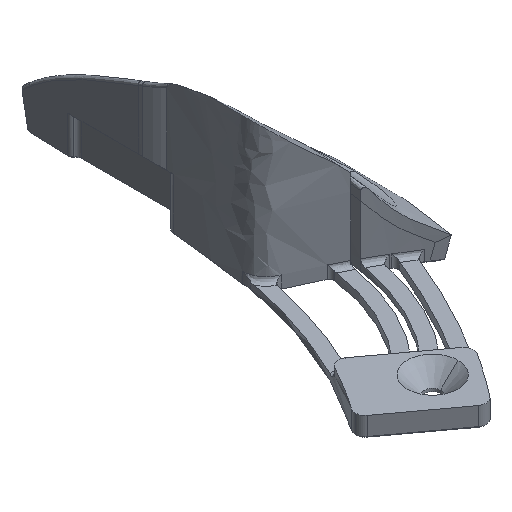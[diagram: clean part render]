
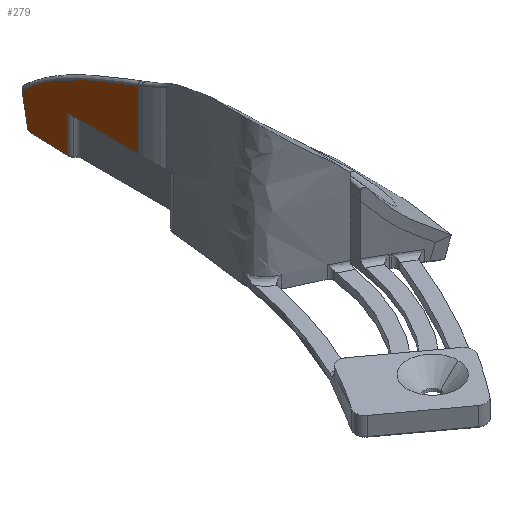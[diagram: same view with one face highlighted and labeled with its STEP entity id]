
A CAD part, isometric view. The second image highlights one B-rep face of the part: STEP entity #279.
In plain terms, the highlighted planar face has unit normal (-1, 0.03, 0).
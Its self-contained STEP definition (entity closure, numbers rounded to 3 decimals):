
#73=CARTESIAN_POINT('',(3.116,40.478,37.387));
#74=VERTEX_POINT('',#73);
#82=CARTESIAN_POINT('',(3.567,55.692,36.936));
#83=VERTEX_POINT('',#82);
#84=CARTESIAN_POINT('',(3.567,55.692,36.936));
#85=DIRECTION('',(-0.03,-0.999,0.03));
#86=VECTOR('',#85,15.227);
#87=LINE('',#84,#86);
#88=EDGE_CURVE('',#83,#74,#87,.T.);
#140=CARTESIAN_POINT('',(3.567,55.692,29.303));
#141=VERTEX_POINT('',#140);
#142=CARTESIAN_POINT('',(3.567,55.692,29.303));
#143=DIRECTION('',(0.,-0.,1.));
#144=VECTOR('',#143,7.633);
#145=LINE('',#142,#144);
#146=EDGE_CURVE('',#141,#83,#145,.T.);
#190=CARTESIAN_POINT('',(3.647,58.372,40.356));
#191=DIRECTION('',(1.,-0.03,-0.));
#192=DIRECTION('',(0.03,1.,0.));
#193=AXIS2_PLACEMENT_3D('',#190,#191,#192);
#194=PLANE('',#193);
#195=ORIENTED_EDGE('',*,*,#146,.T.);
#196=ORIENTED_EDGE('',*,*,#88,.T.);
#197=CARTESIAN_POINT('',(3.116,40.478,49.732));
#198=VERTEX_POINT('',#197);
#199=CARTESIAN_POINT('',(3.116,40.478,37.387));
#200=DIRECTION('',(-0.,-0.,1.));
#201=VECTOR('',#200,12.345);
#202=LINE('',#199,#201);
#203=EDGE_CURVE('',#74,#198,#202,.T.);
#204=ORIENTED_EDGE('',*,*,#203,.T.);
#205=CARTESIAN_POINT('',(3.858,65.505,36.037));
#206=VERTEX_POINT('',#205);
#207=CARTESIAN_POINT('',(3.116,40.478,49.732));
#208=CARTESIAN_POINT('',(3.183,42.724,48.88));
#209=CARTESIAN_POINT('',(3.249,44.947,47.986));
#210=CARTESIAN_POINT('',(3.314,47.143,47.046));
#211=CARTESIAN_POINT('',(3.347,48.242,46.575));
#212=CARTESIAN_POINT('',(3.379,49.334,46.094));
#213=CARTESIAN_POINT('',(3.411,50.417,45.597));
#214=CARTESIAN_POINT('',(3.427,50.959,45.349));
#215=CARTESIAN_POINT('',(3.443,51.499,45.096));
#216=CARTESIAN_POINT('',(3.459,52.036,44.84));
#217=CARTESIAN_POINT('',(3.475,52.574,44.584));
#218=CARTESIAN_POINT('',(3.491,53.109,44.324));
#219=CARTESIAN_POINT('',(3.507,53.641,44.058));
#220=CARTESIAN_POINT('',(3.522,54.173,43.792));
#221=CARTESIAN_POINT('',(3.538,54.701,43.519));
#222=CARTESIAN_POINT('',(3.554,55.227,43.241));
#223=CARTESIAN_POINT('',(3.561,55.49,43.102));
#224=CARTESIAN_POINT('',(3.569,55.752,42.962));
#225=CARTESIAN_POINT('',(3.577,56.014,42.822));
#226=CARTESIAN_POINT('',(3.585,56.276,42.681));
#227=CARTESIAN_POINT('',(3.593,56.538,42.541));
#228=CARTESIAN_POINT('',(3.6,56.798,42.398));
#229=CARTESIAN_POINT('',(3.631,57.842,41.828));
#230=CARTESIAN_POINT('',(3.661,58.857,41.208));
#231=CARTESIAN_POINT('',(3.691,59.848,40.544));
#232=CARTESIAN_POINT('',(3.705,60.343,40.212));
#233=CARTESIAN_POINT('',(3.72,60.833,39.869));
#234=CARTESIAN_POINT('',(3.734,61.318,39.517));
#235=CARTESIAN_POINT('',(3.749,61.802,39.165));
#236=CARTESIAN_POINT('',(3.763,62.281,38.803));
#237=CARTESIAN_POINT('',(3.777,62.754,38.43));
#238=CARTESIAN_POINT('',(3.791,63.227,38.057));
#239=CARTESIAN_POINT('',(3.805,63.693,37.672));
#240=CARTESIAN_POINT('',(3.818,64.152,37.274));
#241=CARTESIAN_POINT('',(3.825,64.381,37.075));
#242=CARTESIAN_POINT('',(3.832,64.609,36.872));
#243=CARTESIAN_POINT('',(3.838,64.834,36.665));
#244=CARTESIAN_POINT('',(3.845,65.059,36.458));
#245=CARTESIAN_POINT('',(3.852,65.282,36.246));
#246=CARTESIAN_POINT('',(3.858,65.505,36.037));
#247=B_SPLINE_CURVE_WITH_KNOTS('',3,(#207,#208,#209,#210,#211,#212,#213,#214,#215,#216,#217,#218,#219,#220,#221,#222,#223,#224,#225,#226,#227,#228,#229,#230,#231,#232,
#233,#234,#235,#236,#237,#238,#239,#240,#241,#242,#243,#244,#245,#246),.UNSPECIFIED.,.F.,.F.,(4,3,3,3,3,3,3,3,3,3,3,3,3,4),(0.,0.007,0.011,0.012,0.014,0.016,0.017,0.018,0.021,0.023,0.025,0.027,0.028,0.029),.UNSPECIFIED.);
#248=EDGE_CURVE('',#198,#206,#247,.T.);
#249=ORIENTED_EDGE('',*,*,#248,.T.);
#250=CARTESIAN_POINT('',(3.821,64.257,29.542));
#251=VERTEX_POINT('',#250);
#252=CARTESIAN_POINT('',(3.858,65.505,36.037));
#253=CARTESIAN_POINT('',(3.853,65.336,34.947));
#254=CARTESIAN_POINT('',(3.848,65.156,33.859));
#255=CARTESIAN_POINT('',(3.842,64.954,32.775));
#256=CARTESIAN_POINT('',(3.836,64.751,31.691));
#257=CARTESIAN_POINT('',(3.829,64.525,30.611));
#258=CARTESIAN_POINT('',(3.821,64.257,29.542));
#259=B_SPLINE_CURVE_WITH_KNOTS('',3,(#252,#253,#254,#255,#256,#257,#258),.UNSPECIFIED.,.F.,.F.,(4,3,4),(0.013,0.017,0.02),.UNSPECIFIED.);
#260=EDGE_CURVE('',#206,#251,#259,.T.);
#261=ORIENTED_EDGE('',*,*,#260,.T.);
#262=CARTESIAN_POINT('',(3.814,64.01,29.303));
#263=VERTEX_POINT('',#262);
#264=CARTESIAN_POINT('',(3.821,64.257,29.542));
#265=CARTESIAN_POINT('',(3.819,64.175,29.462));
#266=CARTESIAN_POINT('',(3.816,64.092,29.383));
#267=CARTESIAN_POINT('',(3.814,64.01,29.303));
#268=B_SPLINE_CURVE_WITH_KNOTS('',3,(#264,#265,#266,#267),.UNSPECIFIED.,.F.,.F.,(4,4),(0.006,0.007),.UNSPECIFIED.);
#269=EDGE_CURVE('',#251,#263,#268,.T.);
#270=ORIENTED_EDGE('',*,*,#269,.T.);
#271=CARTESIAN_POINT('',(3.814,64.01,29.303));
#272=DIRECTION('',(-0.03,-1.,0.));
#273=VECTOR('',#272,8.322);
#274=LINE('',#271,#273);
#275=EDGE_CURVE('',#263,#141,#274,.T.);
#276=ORIENTED_EDGE('',*,*,#275,.T.);
#277=EDGE_LOOP('',(#195,#196,#204,#249,#261,#270,#276));
#278=FACE_BOUND('',#277,.T.);
#279=ADVANCED_FACE('',(#278),#194,.F.);
